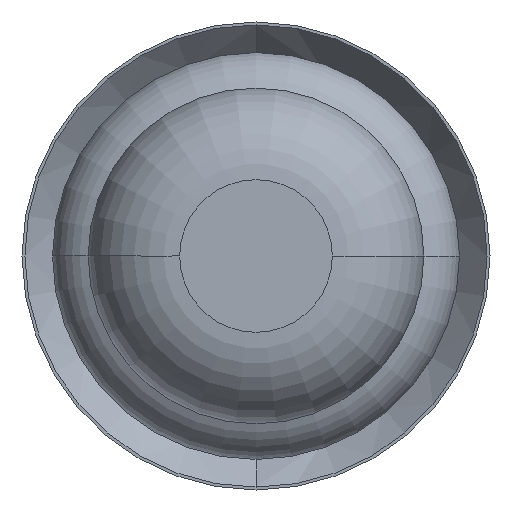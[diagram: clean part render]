
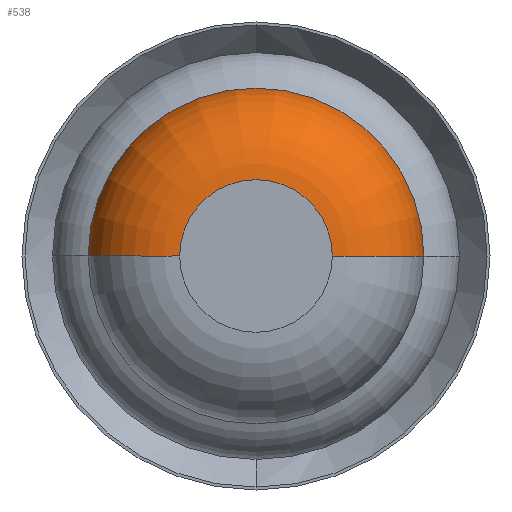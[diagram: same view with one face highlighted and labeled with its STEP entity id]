
A CAD part, front view. The second image highlights one B-rep face of the part: STEP entity #538.
In plain terms, the highlighted toroidal (fillet/blend) face has major radius 0.375 mm and minor radius 0.45 mm.
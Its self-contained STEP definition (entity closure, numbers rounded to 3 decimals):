
#192 = CARTESIAN_POINT ( 'NONE',  ( 0., -31.55, 0. ) ) ;
#450 = CARTESIAN_POINT ( 'NONE',  ( -0.375, -31.55, 0. ) ) ;
#500 = DIRECTION ( 'NONE',  ( 0., 0., 1. ) ) ;
#538 = ADVANCED_FACE ( 'Defeature ausgef�hrt2_9', ( #4719 ), #1012, .T. ) ;
#664 = VERTEX_POINT ( 'NONE', #4111 ) ;
#722 = ORIENTED_EDGE ( 'NONE', *, *, #4400, .F. ) ;
#733 = AXIS2_PLACEMENT_3D ( 'NONE', #3303, #2170, #4441 ) ;
#779 = EDGE_LOOP ( 'NONE', ( #3184, #3159, #3492, #722 ) ) ;
#938 = CARTESIAN_POINT ( 'NONE',  ( 0.375, -32., 0. ) ) ;
#1012 = TOROIDAL_SURFACE ( 'NONE', #1079, 0.375, 0.45 ) ;
#1079 = AXIS2_PLACEMENT_3D ( 'NONE', #4609, #1190, #3805 ) ;
#1190 = DIRECTION ( 'NONE',  ( 0., -1., 0. ) ) ;
#1316 = EDGE_CURVE ( 'Defeature ausgef�hrt2_8+Defeature ausgef�hrt2_9+Defeature ausgef�hrt2_9+Defeature ausgef�hrt2_9', #2572, #664, #3592, .T. ) ;
#1506 = CARTESIAN_POINT ( 'NONE',  ( -0.825, -31.55, 0. ) ) ;
#1558 = DIRECTION ( 'NONE',  ( 1., 0., 0. ) ) ;
#2170 = DIRECTION ( 'NONE',  ( 0., 0., -1. ) ) ;
#2572 = VERTEX_POINT ( 'NONE', #938 ) ;
#2713 = CIRCLE ( 'NONE', #733, 0.45 ) ;
#2723 = CARTESIAN_POINT ( 'NONE',  ( 0.825, -31.55, 0. ) ) ;
#3065 = DIRECTION ( 'NONE',  ( 0., -1., 0. ) ) ;
#3070 = EDGE_CURVE ( 'Defeature ausgef�hrt2_9+Defeature ausgef�hrt2_10+Defeature ausgef�hrt2_10+Defeature ausgef�hrt2_10', #3333, #4538, #4764, .T. ) ;
#3159 = ORIENTED_EDGE ( 'NONE', *, *, #4758, .T. ) ;
#3184 = ORIENTED_EDGE ( 'NONE', *, *, #3070, .T. ) ;
#3303 = CARTESIAN_POINT ( 'NONE',  ( 0.375, -31.55, 0. ) ) ;
#3333 = VERTEX_POINT ( 'NONE', #2723 ) ;
#3492 = ORIENTED_EDGE ( 'NONE', *, *, #1316, .F. ) ;
#3592 = CIRCLE ( 'NONE', #4506, 0.375 ) ;
#3765 = CARTESIAN_POINT ( 'NONE',  ( 0., -32., 0. ) ) ;
#3805 = DIRECTION ( 'NONE',  ( 1., 0., 0. ) ) ;
#3914 = DIRECTION ( 'NONE',  ( 1., 0., 0. ) ) ;
#4111 = CARTESIAN_POINT ( 'NONE',  ( -0.375, -32., 0. ) ) ;
#4235 = AXIS2_PLACEMENT_3D ( 'NONE', #192, #4677, #4310 ) ;
#4310 = DIRECTION ( 'NONE',  ( 1., 0., 0. ) ) ;
#4400 = EDGE_CURVE ( 'NONE', #3333, #2572, #2713, .T. ) ;
#4441 = DIRECTION ( 'NONE',  ( -1., 0., 0. ) ) ;
#4451 = AXIS2_PLACEMENT_3D ( 'NONE', #450, #500, #3914 ) ;
#4506 = AXIS2_PLACEMENT_3D ( 'NONE', #3765, #3065, #1558 ) ;
#4538 = VERTEX_POINT ( 'NONE', #1506 ) ;
#4609 = CARTESIAN_POINT ( 'NONE',  ( 0., -31.55, 0. ) ) ;
#4677 = DIRECTION ( 'NONE',  ( 0., -1., 0. ) ) ;
#4719 = FACE_OUTER_BOUND ( 'NONE', #779, .T. ) ;
#4758 = EDGE_CURVE ( 'NONE', #4538, #664, #4863, .T. ) ;
#4764 = CIRCLE ( 'NONE', #4235, 0.825 ) ;
#4863 = CIRCLE ( 'NONE', #4451, 0.45 ) ;
